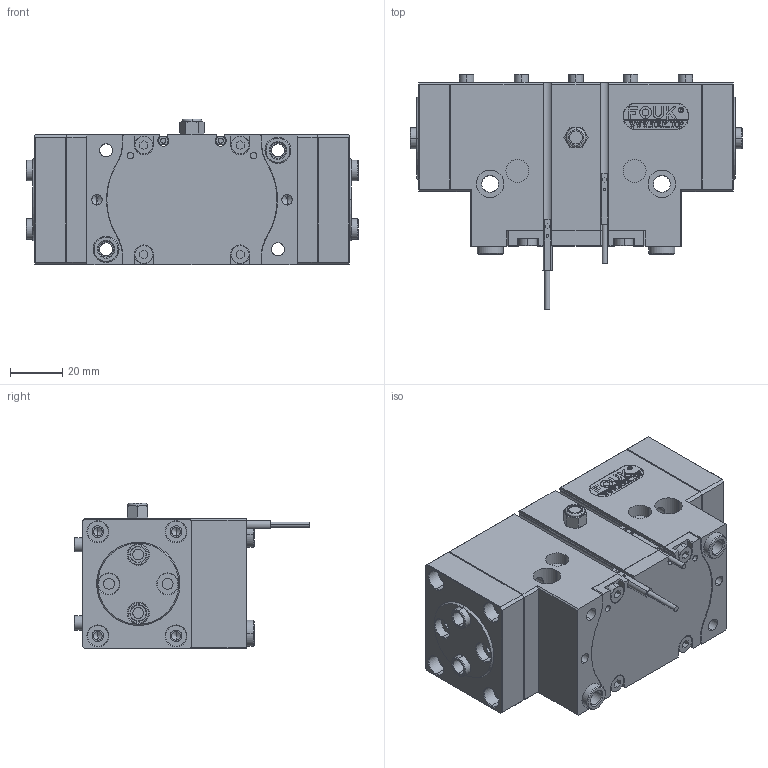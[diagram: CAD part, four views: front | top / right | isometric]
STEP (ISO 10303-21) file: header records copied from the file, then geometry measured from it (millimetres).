
FILE_DESCRIPTION (( 'STEP AP203' ), '1' );
FILE_NAME ('TRF45.STEP', '2026-03-27T06:07:30', ( 'USER-' ), ( 'Microsoft' ), 'SwSTEP 2.0', 'SolidWorks 2018', '' );
FILE_SCHEMA (( 'CONFIG_CONTROL_DESIGN' ));
Length unit declared in the file: millimetre
Products named in the file (13): 内六角圆柱头螺钉[GBT70_1-2008][M3×6]_M3×6; TRF45-M-01 喘倛褲极; 25x10-R5; TRF45-01 忒硌薊极; ﾏ擎ﾗ10｡ﾁ6｡ﾁ6; TRF45; TRF45-02 耜猾极; BSLMM5; FR45-120-M-05-A 菁裔啣; TRF45-04 奻葡裔啣; 内六角薄圆柱头螺钉[GBT70_1-2008][M4×2.9]_M4×6; 棠羲換覜ん; ﾏ擎ﾗ8｡ﾁ6｡ﾁ6
Assembly tree (31 placements, depth 2):
  TRF45
    TRF45-M-01 喘倛褲极
    FR45-120-M-05-A 菁裔啣
    TRF45-01 忒硌薊极  x2
    TRF45-02 耜猾极  x2
    TRF45-04 奻葡裔啣
    BSLMM5
    25x10-R5
    内六角薄圆柱头螺钉[GBT70_1-2008][M4×2.9]_M4×6  x4
    棠羲換覜ん  x2
    ﾏ擎ﾗ10｡ﾁ6｡ﾁ6  x2
    ﾏ擎ﾗ8｡ﾁ6｡ﾁ6  x4
    内六角圆柱头螺钉[GBT70_1-2008][M3×6]_M3×6  x10
Bounding box: 127.5 x 90.27 x 56 mm (x, y, z)
Volume: 264567.6 mm3; surface area: 85586.4 mm2
Topology: 31 solids, 31 shells, 1439 faces, 3588 edges, 2284 vertices
Faces by surface type: plane 623, cylinder 412, cone 189, bspline 155, torus 58, sphere 2
Entity records: 39517 total; most frequent: CARTESIAN_POINT 12588, ORIENTED_EDGE 5362, DIRECTION 4852, EDGE_CURVE 2681, VERTEX_POINT 1754, VECTOR 1632, LINE 1632, AXIS2_PLACEMENT_3D 1610
